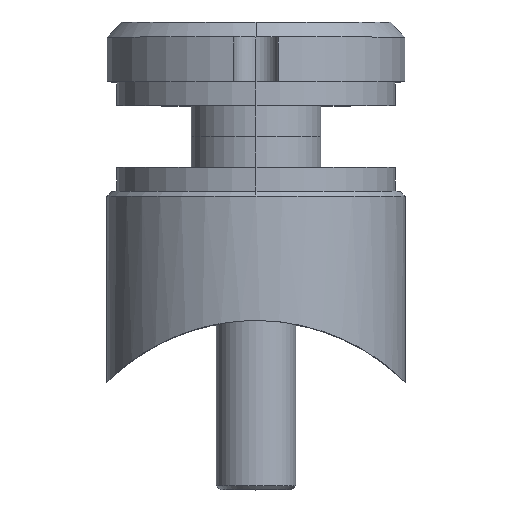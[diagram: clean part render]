
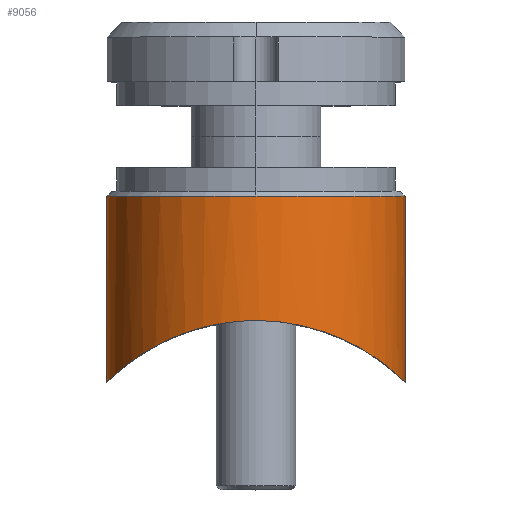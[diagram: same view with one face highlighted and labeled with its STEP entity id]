
A CAD part, top view. The second image highlights one B-rep face of the part: STEP entity #9056.
In plain terms, the highlighted cylindrical face has radius 15 mm (diameter 30 mm), a partial arc.
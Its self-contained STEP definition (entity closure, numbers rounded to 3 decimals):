
#335 = CARTESIAN_POINT ( 'NONE',  ( 15., 12.5, 0. ) ) ;
#558 = CARTESIAN_POINT ( 'NONE',  ( 14.172, -5.432, 4.94 ) ) ;
#653 = CARTESIAN_POINT ( 'NONE',  ( -9.247, -2.103, 11.85 ) ) ;
#699 = CARTESIAN_POINT ( 'NONE',  ( -6.79, -1.095, 13.411 ) ) ;
#841 = CARTESIAN_POINT ( 'NONE',  ( -4.005, -0.376, 14.464 ) ) ;
#868 = VECTOR ( 'NONE', #1624, 1000. ) ;
#978 = ORIENTED_EDGE ( 'NONE', *, *, #11376, .T. ) ;
#1290 = ORIENTED_EDGE ( 'NONE', *, *, #7878, .F. ) ;
#1624 = DIRECTION ( 'NONE',  ( 0., -1., 0. ) ) ;
#1644 = CARTESIAN_POINT ( 'NONE',  ( 12.713, -4.231, 7.976 ) ) ;
#1670 = CARTESIAN_POINT ( 'NONE',  ( -15., -6.219, 0. ) ) ;
#1744 = CARTESIAN_POINT ( 'NONE',  ( 0.532, 0., 14.999 ) ) ;
#1790 = CARTESIAN_POINT ( 'NONE',  ( 11.322, -3.26, 9.885 ) ) ;
#1819 = CARTESIAN_POINT ( 'NONE',  ( 0., 12.5, 0. ) ) ;
#1883 = CARTESIAN_POINT ( 'NONE',  ( -4.962, -0.583, 14.164 ) ) ;
#2048 = DIRECTION ( 'NONE',  ( 1., 0., 0. ) ) ;
#2351 = AXIS2_PLACEMENT_3D ( 'NONE', #2877, #7082, #12308 ) ;
#2574 = CARTESIAN_POINT ( 'NONE',  ( 15., -6.219, 1.034 ) ) ;
#2667 = AXIS2_PLACEMENT_3D ( 'NONE', #10553, #11655, #2048 ) ;
#2671 = CARTESIAN_POINT ( 'NONE',  ( 13.626, -4.957, 6.29 ) ) ;
#2859 = CARTESIAN_POINT ( 'NONE',  ( -7.658, -1.412, 12.934 ) ) ;
#2877 = CARTESIAN_POINT ( 'NONE',  ( 0., 12.5, 0. ) ) ;
#2892 = VERTEX_POINT ( 'NONE', #335 ) ;
#2949 = CARTESIAN_POINT ( 'NONE',  ( -1.005, 0.001, 15.001 ) ) ;
#2980 = EDGE_CURVE ( 'NONE', #2892, #12669, #4069, .T. ) ;
#2982 = VERTEX_POINT ( 'NONE', #1670 ) ;
#3005 = CARTESIAN_POINT ( 'NONE',  ( -14.488, -5.72, 4.015 ) ) ;
#3316 = EDGE_LOOP ( 'NONE', ( #9439, #9461, #978, #1290, #13308 ) ) ;
#3595 = LINE ( 'NONE', #4314, #4128 ) ;
#3906 = CARTESIAN_POINT ( 'NONE',  ( 5.699, -0.779, 13.877 ) ) ;
#3953 = CARTESIAN_POINT ( 'NONE',  ( -13.411, -4.779, 6.736 ) ) ;
#4006 = B_SPLINE_CURVE_WITH_KNOTS ( 'NONE', 3,
 ( #8957, #2574, #10036, #8021, #11166, #558, #4801, #2671, #10140, #12286, #1644, #9388, #1790, #9252, #10294, #13642, #12512, #8216, #4042, #3906, #8172, #5984, #9305, #7242, #11487, #7149, #13506, #5121, #1744, #2949, #6028, #7195, #841, #1883, #8307, #699, #2859, #653, #10429, #12555, #13551, #10335, #7107, #3953, #5030, #10478, #3005, #10379, #11353, #4093, #11399, #11536 ),
 .UNSPECIFIED., .F., .F.,
 ( 4, 2, 2, 2, 2, 2, 2, 2, 2, 2, 2, 2, 2, 2, 2, 2, 2, 2, 2, 2, 2, 2, 2, 2, 2, 4 ),
 ( 0., 0.003, 0.005, 0.006, 0.008, 0.009, 0.012, 0.014, 0.015, 0.018, 0.019, 0.02, 0.021, 0.023, 0.024, 0.027, 0.029, 0.03, 0.033, 0.037, 0.04, 0.041, 0.043, 0.046, 0.047, 0.049 ),
 .UNSPECIFIED. ) ;
#4042 = CARTESIAN_POINT ( 'NONE',  ( 6.83, -1.108, 13.391 ) ) ;
#4069 = CIRCLE ( 'NONE', #2351, 15. ) ;
#4093 = CARTESIAN_POINT ( 'NONE',  ( -14.974, -6.193, 1.014 ) ) ;
#4128 = VECTOR ( 'NONE', #10657, 1000. ) ;
#4314 = CARTESIAN_POINT ( 'NONE',  ( -15., 10.5, 0. ) ) ;
#4424 = CYLINDRICAL_SURFACE ( 'NONE', #2667, 15. ) ;
#4801 = CARTESIAN_POINT ( 'NONE',  ( 14.003, -5.281, 5.399 ) ) ;
#5030 = CARTESIAN_POINT ( 'NONE',  ( -13.623, -4.954, 6.297 ) ) ;
#5051 = DIRECTION ( 'NONE',  ( 0., 0., 1. ) ) ;
#5121 = CARTESIAN_POINT ( 'NONE',  ( 1.051, -0.02, 14.972 ) ) ;
#5339 = CARTESIAN_POINT ( 'NONE',  ( 0., 12.5, 15. ) ) ;
#5830 = CARTESIAN_POINT ( 'NONE',  ( 15., 10.5, 0. ) ) ;
#5984 = CARTESIAN_POINT ( 'NONE',  ( 5.001, -0.597, 14.144 ) ) ;
#6028 = CARTESIAN_POINT ( 'NONE',  ( -2.016, -0.072, 14.899 ) ) ;
#6784 = EDGE_CURVE ( 'NONE', #12669, #9300, #9114, .T. ) ;
#6791 = CARTESIAN_POINT ( 'NONE',  ( -15., 12.5, 0. ) ) ;
#7082 = DIRECTION ( 'NONE',  ( 0., -1., 0. ) ) ;
#7107 = CARTESIAN_POINT ( 'NONE',  ( -12.954, -4.416, 7.577 ) ) ;
#7149 = CARTESIAN_POINT ( 'NONE',  ( 2.568, -0.15, 14.787 ) ) ;
#7195 = CARTESIAN_POINT ( 'NONE',  ( -3.511, -0.287, 14.592 ) ) ;
#7242 = CARTESIAN_POINT ( 'NONE',  ( 4.042, -0.383, 14.454 ) ) ;
#7878 = EDGE_CURVE ( 'NONE', #10521, #2982, #4006, .T. ) ;
#8021 = CARTESIAN_POINT ( 'NONE',  ( 14.593, -5.821, 3.507 ) ) ;
#8172 = CARTESIAN_POINT ( 'NONE',  ( 5.469, -0.716, 13.97 ) ) ;
#8196 = EDGE_CURVE ( 'NONE', #2892, #10521, #12223, .T. ) ;
#8216 = CARTESIAN_POINT ( 'NONE',  ( 7.673, -1.418, 12.924 ) ) ;
#8307 = CARTESIAN_POINT ( 'NONE',  ( -5.428, -0.701, 13.992 ) ) ;
#8957 = CARTESIAN_POINT ( 'NONE',  ( 15., -6.219, 0. ) ) ;
#9056 = ADVANCED_FACE ( 'NONE', ( #9248 ), #4424, .T. ) ;
#9114 = CIRCLE ( 'NONE', #11746, 15. ) ;
#9199 = CARTESIAN_POINT ( 'NONE',  ( 15., -6.219, 0. ) ) ;
#9248 = FACE_OUTER_BOUND ( 'NONE', #3316, .T. ) ;
#9252 = CARTESIAN_POINT ( 'NONE',  ( 10.324, -2.679, 10.892 ) ) ;
#9300 = VERTEX_POINT ( 'NONE', #6791 ) ;
#9305 = CARTESIAN_POINT ( 'NONE',  ( 4.762, -0.54, 14.226 ) ) ;
#9388 = CARTESIAN_POINT ( 'NONE',  ( 11.918, -3.655, 9.158 ) ) ;
#9439 = ORIENTED_EDGE ( 'NONE', *, *, #2980, .T. ) ;
#9461 = ORIENTED_EDGE ( 'NONE', *, *, #6784, .T. ) ;
#10036 = CARTESIAN_POINT ( 'NONE',  ( 14.894, -6.111, 2.039 ) ) ;
#10140 = CARTESIAN_POINT ( 'NONE',  ( 13.418, -4.784, 6.723 ) ) ;
#10294 = CARTESIAN_POINT ( 'NONE',  ( 9.972, -2.487, 11.215 ) ) ;
#10335 = CARTESIAN_POINT ( 'NONE',  ( -12.708, -4.228, 7.982 ) ) ;
#10379 = CARTESIAN_POINT ( 'NONE',  ( -14.793, -6.014, 2.534 ) ) ;
#10429 = CARTESIAN_POINT ( 'NONE',  ( -9.978, -2.479, 11.241 ) ) ;
#10478 = CARTESIAN_POINT ( 'NONE',  ( -14.192, -5.444, 4.952 ) ) ;
#10521 = VERTEX_POINT ( 'NONE', #9199 ) ;
#10553 = CARTESIAN_POINT ( 'NONE',  ( 0., 10.5, 0. ) ) ;
#10657 = DIRECTION ( 'NONE',  ( 0., -1., 0. ) ) ;
#11166 = CARTESIAN_POINT ( 'NONE',  ( 14.467, -5.702, 3.993 ) ) ;
#11353 = CARTESIAN_POINT ( 'NONE',  ( -14.871, -6.091, 2.025 ) ) ;
#11376 = EDGE_CURVE ( 'NONE', #9300, #2982, #3595, .T. ) ;
#11399 = CARTESIAN_POINT ( 'NONE',  ( -15., -6.219, 0.508 ) ) ;
#11421 = DIRECTION ( 'NONE',  ( 0., -1., 0. ) ) ;
#11487 = CARTESIAN_POINT ( 'NONE',  ( 3.555, -0.294, 14.581 ) ) ;
#11536 = CARTESIAN_POINT ( 'NONE',  ( -15., -6.219, 0. ) ) ;
#11655 = DIRECTION ( 'NONE',  ( 0., -1., 0. ) ) ;
#11746 = AXIS2_PLACEMENT_3D ( 'NONE', #1819, #11421, #5051 ) ;
#12223 = LINE ( 'NONE', #5830, #868 ) ;
#12286 = CARTESIAN_POINT ( 'NONE',  ( 12.962, -4.421, 7.565 ) ) ;
#12308 = DIRECTION ( 'NONE',  ( 0., 0., 1. ) ) ;
#12512 = CARTESIAN_POINT ( 'NONE',  ( 8.856, -1.934, 12.116 ) ) ;
#12555 = CARTESIAN_POINT ( 'NONE',  ( -11.321, -3.259, 9.886 ) ) ;
#12669 = VERTEX_POINT ( 'NONE', #5339 ) ;
#13308 = ORIENTED_EDGE ( 'NONE', *, *, #8196, .F. ) ;
#13506 = CARTESIAN_POINT ( 'NONE',  ( 2.067, -0.095, 14.866 ) ) ;
#13551 = CARTESIAN_POINT ( 'NONE',  ( -11.918, -3.655, 9.157 ) ) ;
#13642 = CARTESIAN_POINT ( 'NONE',  ( 9.237, -2.114, 11.828 ) ) ;
